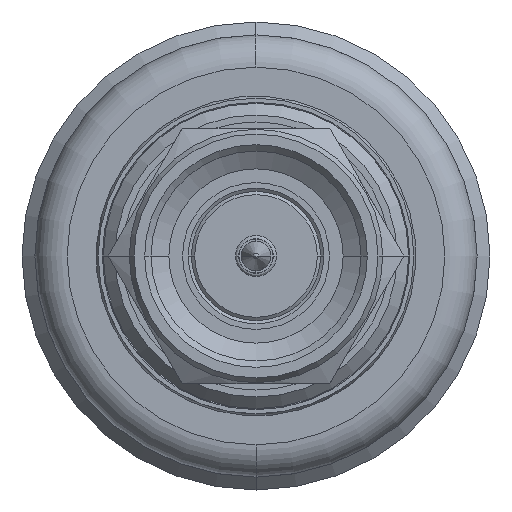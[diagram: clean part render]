
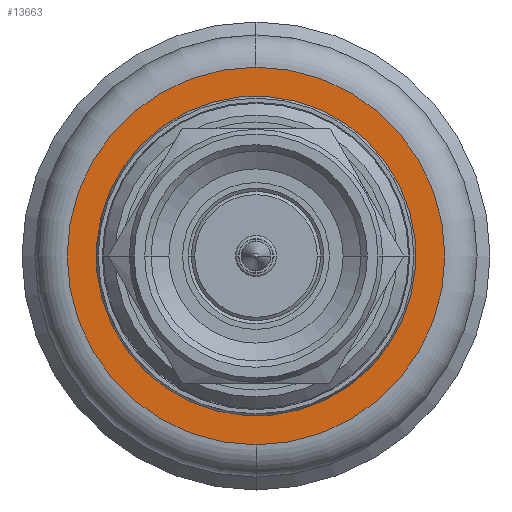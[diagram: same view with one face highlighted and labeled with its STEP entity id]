
A CAD part, left-side view. The second image highlights one B-rep face of the part: STEP entity #13663.
In plain terms, the highlighted face is planar.
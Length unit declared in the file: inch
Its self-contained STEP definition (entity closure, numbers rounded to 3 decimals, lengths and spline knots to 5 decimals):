
#96 = AXIS2_PLACEMENT_3D ( 'NONE', #5088, #13505, #10082 ) ;
#214 = DIRECTION ( 'NONE',  ( -1., 0., 0. ) ) ;
#380 = DIRECTION ( 'NONE',  ( 0., 0., 1. ) ) ;
#480 = EDGE_CURVE ( 'NONE', #10420, #1774, #12065, .T. ) ;
#497 = CARTESIAN_POINT ( 'NONE',  ( -0.17329, 0., -0.59055 ) ) ;
#1041 = CARTESIAN_POINT ( 'NONE',  ( 0.23031, 0., -0.59055 ) ) ;
#1159 = EDGE_LOOP ( 'NONE', ( #5378, #9624 ) ) ;
#1407 = CARTESIAN_POINT ( 'NONE',  ( 0., 0., -0.59055 ) ) ;
#1774 = VERTEX_POINT ( 'NONE', #4081 ) ;
#2151 = FACE_BOUND ( 'NONE', #5994, .T. ) ;
#2164 = CARTESIAN_POINT ( 'NONE',  ( 0.17329, 0., -0.59055 ) ) ;
#2224 = AXIS2_PLACEMENT_3D ( 'NONE', #10603, #7338, #10524 ) ;
#2293 = AXIS2_PLACEMENT_3D ( 'NONE', #1041, #9721, #214 ) ;
#4004 = CIRCLE ( 'NONE', #2224, 0.23031 ) ;
#4081 = CARTESIAN_POINT ( 'NONE',  ( 0.23031, 0., -0.59055 ) ) ;
#4088 = DIRECTION ( 'NONE',  ( 1., 0., 0. ) ) ;
#4357 = VERTEX_POINT ( 'NONE', #2164 ) ;
#4622 = DIRECTION ( 'NONE',  ( 1., 0., 0. ) ) ;
#5088 = CARTESIAN_POINT ( 'NONE',  ( 0., 0., -0.59055 ) ) ;
#5378 = ORIENTED_EDGE ( 'NONE', *, *, #6158, .F. ) ;
#5994 = EDGE_LOOP ( 'NONE', ( #8686, #11594 ) ) ;
#6158 = EDGE_CURVE ( 'NONE', #1774, #10420, #4004, .T. ) ;
#6360 = AXIS2_PLACEMENT_3D ( 'NONE', #1407, #380, #4622 ) ;
#6524 = CARTESIAN_POINT ( 'NONE',  ( 0., 0., -0.59055 ) ) ;
#6527 = PLANE ( 'NONE',  #2293 ) ;
#6952 = VERTEX_POINT ( 'NONE', #497 ) ;
#7338 = DIRECTION ( 'NONE',  ( 0., 0., 1. ) ) ;
#7516 = EDGE_CURVE ( 'NONE', #6952, #4357, #12300, .T. ) ;
#8686 = ORIENTED_EDGE ( 'NONE', *, *, #10914, .T. ) ;
#9624 = ORIENTED_EDGE ( 'NONE', *, *, #480, .F. ) ;
#9647 = FACE_OUTER_BOUND ( 'NONE', #1159, .T. ) ;
#9721 = DIRECTION ( 'NONE',  ( 0., 0., -1. ) ) ;
#9825 = CARTESIAN_POINT ( 'NONE',  ( -0.23031, 0., -0.59055 ) ) ;
#10082 = DIRECTION ( 'NONE',  ( 1., 0., 0. ) ) ;
#10112 = AXIS2_PLACEMENT_3D ( 'NONE', #6524, #12590, #4088 ) ;
#10420 = VERTEX_POINT ( 'NONE', #9825 ) ;
#10524 = DIRECTION ( 'NONE',  ( 1., 0., 0. ) ) ;
#10603 = CARTESIAN_POINT ( 'NONE',  ( 0., 0., -0.59055 ) ) ;
#10914 = EDGE_CURVE ( 'NONE', #4357, #6952, #11572, .T. ) ;
#11572 = CIRCLE ( 'NONE', #96, 0.17329 ) ;
#11594 = ORIENTED_EDGE ( 'NONE', *, *, #7516, .T. ) ;
#12065 = CIRCLE ( 'NONE', #10112, 0.23031 ) ;
#12300 = CIRCLE ( 'NONE', #6360, 0.17329 ) ;
#12590 = DIRECTION ( 'NONE',  ( 0., 0., 1. ) ) ;
#13505 = DIRECTION ( 'NONE',  ( 0., 0., 1. ) ) ;
#13663 = ADVANCED_FACE ( 'NONE', ( #2151, #9647 ), #6527, .T. ) ;
